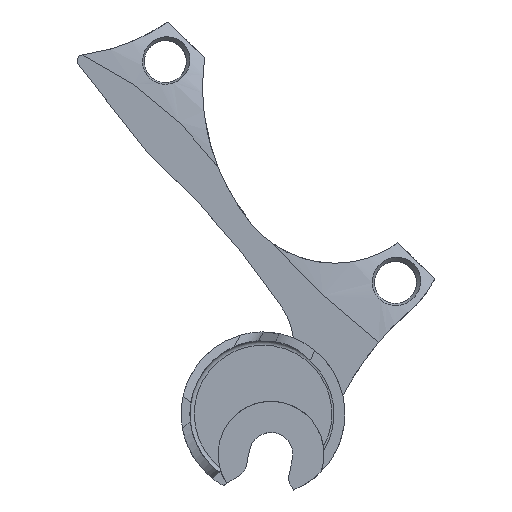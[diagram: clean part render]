
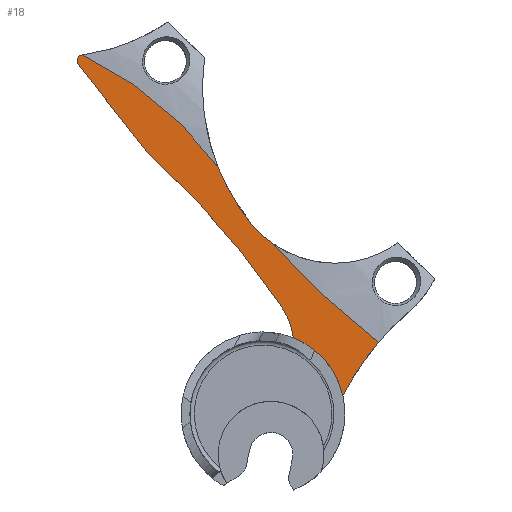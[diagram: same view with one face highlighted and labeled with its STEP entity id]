
A CAD part, top view. The second image highlights one B-rep face of the part: STEP entity #18.
In plain terms, the highlighted face is planar.
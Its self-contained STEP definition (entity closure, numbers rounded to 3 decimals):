
#18 = ADVANCED_FACE ( 'NONE', ( #3221 ), #2318, .F. ) ;
#1147 = B_SPLINE_CURVE_WITH_KNOTS ( 'NONE', 3,
 ( #5562, #5561, #5556, #5555 ),
 .UNSPECIFIED., .F., .F.,
 ( 4, 4 ),
 ( 0.041, 0.374 ),
 .UNSPECIFIED. ) ;
#1167 = B_SPLINE_CURVE_WITH_KNOTS ( 'NONE', 3,
 ( #5174, #5173, #5168, #5166 ),
 .UNSPECIFIED., .F., .F.,
 ( 4, 4 ),
 ( 0.592, 1. ),
 .UNSPECIFIED. ) ;
#2014 = CIRCLE ( 'NONE', #4017, 17. ) ;
#2058 = CIRCLE ( 'NONE', #4168, 25. ) ;
#2062 = CIRCLE ( 'NONE', #4132, 19.05 ) ;
#2114 = VECTOR ( 'NONE', #5508, 1000. ) ;
#2115 = LINE ( 'NONE', #5509, #2114 ) ;
#2138 = CIRCLE ( 'NONE', #4129, 50. ) ;
#2146 = CIRCLE ( 'NONE', #4078, 1.402 ) ;
#2236 = CARTESIAN_POINT ( 'NONE',  ( -1.343, 49.04, -4.3 ) ) ;
#2316 = DIRECTION ( 'NONE',  ( 1., 0., 0. ) ) ;
#2317 = DIRECTION ( 'NONE',  ( 0., 0., 1. ) ) ;
#2318 = PLANE ( 'NONE',  #4226 ) ;
#2323 = CARTESIAN_POINT ( 'NONE',  ( 11.029, 67.252, -4.3 ) ) ;
#2325 = CARTESIAN_POINT ( 'NONE',  ( -5.77, 26.961, -4.3 ) ) ;
#2327 = CARTESIAN_POINT ( 'NONE',  ( -16.858, 51.759, -4.3 ) ) ;
#2349 = CARTESIAN_POINT ( 'NONE',  ( 41.965, 93.789, -4.3 ) ) ;
#2399 = CARTESIAN_POINT ( 'NONE',  ( -3.158, 34.227, -4.3 ) ) ;
#2430 = CARTESIAN_POINT ( 'NONE',  ( -16.992, 13.31, -4.3 ) ) ;
#2442 = CARTESIAN_POINT ( 'NONE',  ( -25.558, 25.525, -4.3 ) ) ;
#2443 = CARTESIAN_POINT ( 'NONE',  ( 42.931, 91.552, -4.3 ) ) ;
#2447 = CARTESIAN_POINT ( 'NONE',  ( 27.458, 71.018, -4.3 ) ) ;
#2458 = CARTESIAN_POINT ( 'NONE',  ( 3.388, 53.631, -4.3 ) ) ;
#2580 = CARTESIAN_POINT ( 'NONE',  ( 11.116, 24.995, -4.3 ) ) ;
#2581 = DIRECTION ( 'NONE',  ( 0., 0., -1. ) ) ;
#2582 = DIRECTION ( 'NONE',  ( -1., 0., 0. ) ) ;
#3045 = DIRECTION ( 'NONE',  ( 1., 0., 0. ) ) ;
#3047 = DIRECTION ( 'NONE',  ( 0., 0., 1. ) ) ;
#3049 = CARTESIAN_POINT ( 'NONE',  ( 1.656, 9.417, -4.3 ) ) ;
#3151 = DIRECTION ( 'NONE',  ( 1., 0., 0. ) ) ;
#3152 = DIRECTION ( 'NONE',  ( 0., 0., -1. ) ) ;
#3153 = CARTESIAN_POINT ( 'NONE',  ( -16.237, 69.118, -4.3 ) ) ;
#3187 = CIRCLE ( 'NONE', #4170, 65. ) ;
#3190 = CIRCLE ( 'NONE', #4125, 200. ) ;
#3221 = FACE_OUTER_BOUND ( 'NONE', #3265, .T. ) ;
#3265 = EDGE_LOOP ( 'NONE', ( #3571, #3557, #3552, #3567, #3559, #3566, #3568, #3572, #3573, #3575 ) ) ;
#3353 = VERTEX_POINT ( 'NONE', #2323 ) ;
#3355 = VERTEX_POINT ( 'NONE', #2325 ) ;
#3362 = VERTEX_POINT ( 'NONE', #2349 ) ;
#3381 = VERTEX_POINT ( 'NONE', #2399 ) ;
#3408 = VERTEX_POINT ( 'NONE', #2430 ) ;
#3422 = VERTEX_POINT ( 'NONE', #2442 ) ;
#3428 = VERTEX_POINT ( 'NONE', #2443 ) ;
#3434 = VERTEX_POINT ( 'NONE', #2447 ) ;
#3445 = VERTEX_POINT ( 'NONE', #2458 ) ;
#3455 = VERTEX_POINT ( 'NONE', #2236 ) ;
#3552 = ORIENTED_EDGE ( 'NONE', *, *, #3976, .F. ) ;
#3557 = ORIENTED_EDGE ( 'NONE', *, *, #4117, .T. ) ;
#3559 = ORIENTED_EDGE ( 'NONE', *, *, #4127, .F. ) ;
#3566 = ORIENTED_EDGE ( 'NONE', *, *, #4058, .F. ) ;
#3567 = ORIENTED_EDGE ( 'NONE', *, *, #4067, .T. ) ;
#3568 = ORIENTED_EDGE ( 'NONE', *, *, #4095, .T. ) ;
#3571 = ORIENTED_EDGE ( 'NONE', *, *, #4205, .F. ) ;
#3572 = ORIENTED_EDGE ( 'NONE', *, *, #4052, .F. ) ;
#3573 = ORIENTED_EDGE ( 'NONE', *, *, #4075, .F. ) ;
#3575 = ORIENTED_EDGE ( 'NONE', *, *, #3973, .F. ) ;
#3973 = EDGE_CURVE ( 'NONE', #3381, #3434, #3190, .T. ) ;
#3976 = EDGE_CURVE ( 'NONE', #3422, #3408, #3187, .T. ) ;
#4017 = AXIS2_PLACEMENT_3D ( 'NONE', #2580, #2581, #2582 ) ;
#4052 = EDGE_CURVE ( 'NONE', #3428, #3362, #2146, .T. ) ;
#4058 = EDGE_CURVE ( 'NONE', #3353, #3445, #2138, .T. ) ;
#4067 = EDGE_CURVE ( 'NONE', #3422, #3455, #1147, .T. ) ;
#4075 = EDGE_CURVE ( 'NONE', #3434, #3428, #2115, .T. ) ;
#4078 = AXIS2_PLACEMENT_3D ( 'NONE', #5607, #5597, #5605 ) ;
#4095 = EDGE_CURVE ( 'NONE', #3353, #3362, #1167, .T. ) ;
#4117 = EDGE_CURVE ( 'NONE', #3355, #3408, #2062, .T. ) ;
#4125 = AXIS2_PLACEMENT_3D ( 'NONE', #5393, #5392, #5390 ) ;
#4127 = EDGE_CURVE ( 'NONE', #3445, #3455, #2058, .T. ) ;
#4129 = AXIS2_PLACEMENT_3D ( 'NONE', #5609, #5637, #5604 ) ;
#4132 = AXIS2_PLACEMENT_3D ( 'NONE', #3049, #3047, #3045 ) ;
#4168 = AXIS2_PLACEMENT_3D ( 'NONE', #3153, #3152, #3151 ) ;
#4170 = AXIS2_PLACEMENT_3D ( 'NONE', #5383, #5386, #5382 ) ;
#4205 = EDGE_CURVE ( 'NONE', #3355, #3381, #2014, .T. ) ;
#4226 = AXIS2_PLACEMENT_3D ( 'NONE', #2327, #2317, #2316 ) ;
#5166 = CARTESIAN_POINT ( 'NONE',  ( 41.965, 93.789, -4.3 ) ) ;
#5168 = CARTESIAN_POINT ( 'NONE',  ( 29.564, 87.629, -4.3 ) ) ;
#5173 = CARTESIAN_POINT ( 'NONE',  ( 18.931, 78.473, -4.3 ) ) ;
#5174 = CARTESIAN_POINT ( 'NONE',  ( 11.029, 67.252, -4.3 ) ) ;
#5382 = DIRECTION ( 'NONE',  ( -1., 0., 0. ) ) ;
#5383 = CARTESIAN_POINT ( 'NONE',  ( -74.141, -17.657, -4.3 ) ) ;
#5386 = DIRECTION ( 'NONE',  ( 0., 0., -1. ) ) ;
#5390 = DIRECTION ( 'NONE',  ( -1., 0., 0. ) ) ;
#5392 = DIRECTION ( 'NONE',  ( 0., 0., -1. ) ) ;
#5393 = CARTESIAN_POINT ( 'NONE',  ( 164.777, -74.39, -4.3 ) ) ;
#5508 = DIRECTION ( 'NONE',  ( 0.602, 0.799, 0. ) ) ;
#5509 = CARTESIAN_POINT ( 'NONE',  ( 27.458, 71.018, -4.3 ) ) ;
#5555 = CARTESIAN_POINT ( 'NONE',  ( -1.343, 49.04, -4.3 ) ) ;
#5556 = CARTESIAN_POINT ( 'NONE',  ( -8.623, 40.437, -4.3 ) ) ;
#5561 = CARTESIAN_POINT ( 'NONE',  ( -16.735, 32.56, -4.3 ) ) ;
#5562 = CARTESIAN_POINT ( 'NONE',  ( -25.558, 25.525, -4.3 ) ) ;
#5597 = DIRECTION ( 'NONE',  ( 0., 0., 1. ) ) ;
#5604 = DIRECTION ( 'NONE',  ( 1., 0., 0. ) ) ;
#5605 = DIRECTION ( 'NONE',  ( -1., 0., 0. ) ) ;
#5607 = CARTESIAN_POINT ( 'NONE',  ( 41.812, 92.396, -4.3 ) ) ;
#5609 = CARTESIAN_POINT ( 'NONE',  ( -35.863, 84.606, -4.3 ) ) ;
#5637 = DIRECTION ( 'NONE',  ( 0., 0., -1. ) ) ;
